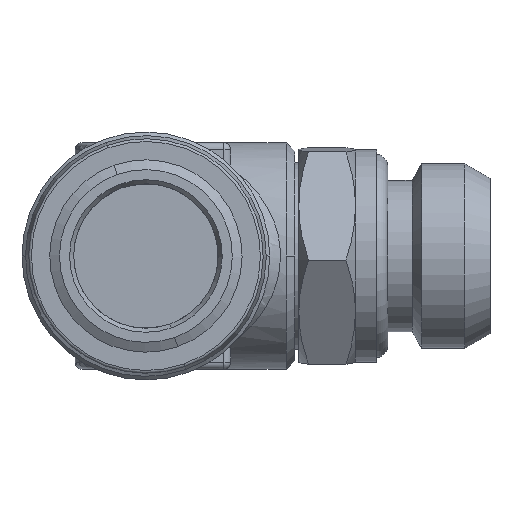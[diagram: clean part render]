
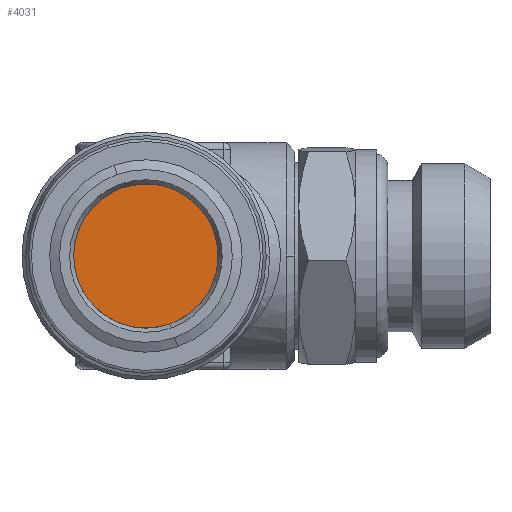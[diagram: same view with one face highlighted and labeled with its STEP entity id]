
A CAD part, left-side view. The second image highlights one B-rep face of the part: STEP entity #4031.
In plain terms, the highlighted planar face has unit normal (-1, 0, 0).
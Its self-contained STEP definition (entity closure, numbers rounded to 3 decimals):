
#275 = AXIS2_PLACEMENT_3D ( 'NONE', #512, #513, #514 ) ;
#284 = AXIS2_PLACEMENT_3D ( 'NONE', #562, #563, #564 ) ;
#413 = CIRCLE ( 'NONE', #275, 5.1 ) ;
#442 = CIRCLE ( 'NONE', #284, 6. ) ;
#512 = CARTESIAN_POINT ( 'NONE',  ( -21.5, 22.4, 0. ) ) ;
#513 = DIRECTION ( 'NONE',  ( -1., 0., 0. ) ) ;
#514 = DIRECTION ( 'NONE',  ( 0., -1., 0. ) ) ;
#562 = CARTESIAN_POINT ( 'NONE',  ( -21.5, 22.4, 0. ) ) ;
#563 = DIRECTION ( 'NONE',  ( -1., 0., 0. ) ) ;
#564 = DIRECTION ( 'NONE',  ( 0., -1., 0. ) ) ;
#614 = CARTESIAN_POINT ( 'NONE',  ( -21.5, 23.909, 5.807 ) ) ;
#898 = DIRECTION ( 'NONE',  ( 0., -0.331, -0.944 ) ) ;
#902 = CARTESIAN_POINT ( 'NONE',  ( -21.5, 22.872, -0.166 ) ) ;
#903 = CARTESIAN_POINT ( 'NONE',  ( -21.5, 22.4, 0. ) ) ;
#904 = DIRECTION ( 'NONE',  ( -1., 0., 0. ) ) ;
#905 = DIRECTION ( 'NONE',  ( 0., -1., 0. ) ) ;
#906 = CARTESIAN_POINT ( 'NONE',  ( -21.5, 22.872, -0.166 ) ) ;
#907 = DIRECTION ( 'NONE',  ( 0., -0.331, -0.944 ) ) ;
#908 = DIRECTION ( 'NONE',  ( 0., 0.331, 0.944 ) ) ;
#909 = CARTESIAN_POINT ( 'NONE',  ( -21.5, 22.4, 0. ) ) ;
#910 = DIRECTION ( 'NONE',  ( -1., 0., 0. ) ) ;
#911 = DIRECTION ( 'NONE',  ( 0., -1., 0. ) ) ;
#912 = CARTESIAN_POINT ( 'NONE',  ( -21.5, 21.928, 0.166 ) ) ;
#913 = CARTESIAN_POINT ( 'NONE',  ( -21.5, 21.928, 0.166 ) ) ;
#914 = CARTESIAN_POINT ( 'NONE',  ( -21.5, 22.4, 0. ) ) ;
#915 = DIRECTION ( 'NONE',  ( -1., 0., 0. ) ) ;
#916 = DIRECTION ( 'NONE',  ( 0., -1., 0. ) ) ;
#917 = DIRECTION ( 'NONE',  ( 0., 0.331, 0.944 ) ) ;
#2262 = CARTESIAN_POINT ( 'NONE',  ( -21.5, 22.4, 0. ) ) ;
#2263 = DIRECTION ( 'NONE',  ( -1., 0., 0. ) ) ;
#2264 = DIRECTION ( 'NONE',  ( 0., -1., 0. ) ) ;
#2399 = VERTEX_POINT ( 'NONE', #3145 ) ;
#2452 = VERTEX_POINT ( 'NONE', #3197 ) ;
#2453 = VERTEX_POINT ( 'NONE', #3198 ) ;
#3145 = CARTESIAN_POINT ( 'NONE',  ( -21.5, 20.891, -5.807 ) ) ;
#3197 = CARTESIAN_POINT ( 'NONE',  ( -21.5, 22.4, -6.05 ) ) ;
#3198 = CARTESIAN_POINT ( 'NONE',  ( -21.5, 22.4, 6.05 ) ) ;
#3280 = CARTESIAN_POINT ( 'NONE',  ( -21.5, 19.947, -5.476 ) ) ;
#3285 = CARTESIAN_POINT ( 'NONE',  ( -21.5, 24.553, 4.623 ) ) ;
#3286 = CARTESIAN_POINT ( 'NONE',  ( -21.5, 21.19, -4.954 ) ) ;
#3340 = CARTESIAN_POINT ( 'NONE',  ( -21.5, 24.853, 5.476 ) ) ;
#3350 = CARTESIAN_POINT ( 'NONE',  ( -21.5, 20.247, -4.623 ) ) ;
#3354 = CARTESIAN_POINT ( 'NONE',  ( -21.5, 23.61, 4.954 ) ) ;
#3541 = VERTEX_POINT ( 'NONE', #3285 ) ;
#3542 = VERTEX_POINT ( 'NONE', #3286 ) ;
#3544 = VERTEX_POINT ( 'NONE', #3280 ) ;
#3597 = VERTEX_POINT ( 'NONE', #3340 ) ;
#3607 = VERTEX_POINT ( 'NONE', #3350 ) ;
#3611 = VERTEX_POINT ( 'NONE', #3354 ) ;
#4031 = ADVANCED_FACE ( 'NONE', ( #8447, #8451, #8448 ), #4975, .T. ) ;
#4975 = PLANE ( 'NONE',  #7542 ) ;
#4981 = CARTESIAN_POINT ( 'NONE',  ( -21.5, 22.4, 0. ) ) ;
#4982 = DIRECTION ( 'NONE',  ( -1., 0., 0. ) ) ;
#4983 = DIRECTION ( 'NONE',  ( 0., -1., 0. ) ) ;
#5331 = EDGE_CURVE ( 'NONE', #2452, #2453, #7759, .T. ) ;
#5405 = EDGE_CURVE ( 'NONE', #3541, #3542, #7858, .T. ) ;
#5406 = EDGE_CURVE ( 'NONE', #3542, #2399, #7855, .T. ) ;
#5407 = EDGE_CURVE ( 'NONE', #3597, #3541, #7860, .T. ) ;
#5408 = EDGE_CURVE ( 'NONE', #2453, #2452, #7862, .T. ) ;
#5409 = EDGE_CURVE ( 'NONE', #3544, #7313, #7864, .T. ) ;
#5410 = EDGE_CURVE ( 'NONE', #3544, #3607, #7859, .T. ) ;
#5411 = EDGE_CURVE ( 'NONE', #3611, #7313, #7865, .T. ) ;
#6132 = AXIS2_PLACEMENT_3D ( 'NONE', #2262, #2263, #2264 ) ;
#6160 = AXIS2_PLACEMENT_3D ( 'NONE', #903, #904, #905 ) ;
#6161 = AXIS2_PLACEMENT_3D ( 'NONE', #909, #910, #911 ) ;
#6162 = AXIS2_PLACEMENT_3D ( 'NONE', #914, #915, #916 ) ;
#6781 = ORIENTED_EDGE ( 'NONE', *, *, #5405, .T. ) ;
#6782 = ORIENTED_EDGE ( 'NONE', *, *, #5406, .T. ) ;
#6783 = ORIENTED_EDGE ( 'NONE', *, *, #7258, .F. ) ;
#6784 = ORIENTED_EDGE ( 'NONE', *, *, #5407, .T. ) ;
#6785 = ORIENTED_EDGE ( 'NONE', *, *, #5331, .T. ) ;
#6786 = ORIENTED_EDGE ( 'NONE', *, *, #5408, .T. ) ;
#6787 = ORIENTED_EDGE ( 'NONE', *, *, #5409, .F. ) ;
#6788 = ORIENTED_EDGE ( 'NONE', *, *, #5410, .T. ) ;
#6789 = ORIENTED_EDGE ( 'NONE', *, *, #7237, .T. ) ;
#6790 = ORIENTED_EDGE ( 'NONE', *, *, #5411, .T. ) ;
#6945 = EDGE_LOOP ( 'NONE', ( #6781, #6782, #6783, #6784 ) ) ;
#6946 = EDGE_LOOP ( 'NONE', ( #6787, #6788, #6789, #6790 ) ) ;
#6955 = EDGE_LOOP ( 'NONE', ( #6785, #6786 ) ) ;
#7237 = EDGE_CURVE ( 'NONE', #3607, #3611, #413, .T. ) ;
#7258 = EDGE_CURVE ( 'NONE', #3597, #2399, #442, .T. ) ;
#7313 = VERTEX_POINT ( 'NONE', #614 ) ;
#7542 = AXIS2_PLACEMENT_3D ( 'NONE', #4981, #4982, #4983 ) ;
#7759 = CIRCLE ( 'NONE', #6132, 6.05 ) ;
#7855 = LINE ( 'NONE', #902, #7861 ) ;
#7858 = CIRCLE ( 'NONE', #6160, 5.1 ) ;
#7859 = LINE ( 'NONE', #913, #7866 ) ;
#7860 = LINE ( 'NONE', #906, #7863 ) ;
#7861 = VECTOR ( 'NONE', #898, 1000. ) ;
#7862 = CIRCLE ( 'NONE', #6161, 6.05 ) ;
#7863 = VECTOR ( 'NONE', #907, 1000. ) ;
#7864 = CIRCLE ( 'NONE', #6162, 6. ) ;
#7865 = LINE ( 'NONE', #912, #7868 ) ;
#7866 = VECTOR ( 'NONE', #908, 1000. ) ;
#7868 = VECTOR ( 'NONE', #917, 1000. ) ;
#8447 = FACE_BOUND ( 'NONE', #6945, .T. ) ;
#8448 = FACE_BOUND ( 'NONE', #6946, .T. ) ;
#8451 = FACE_OUTER_BOUND ( 'NONE', #6955, .T. ) ;
